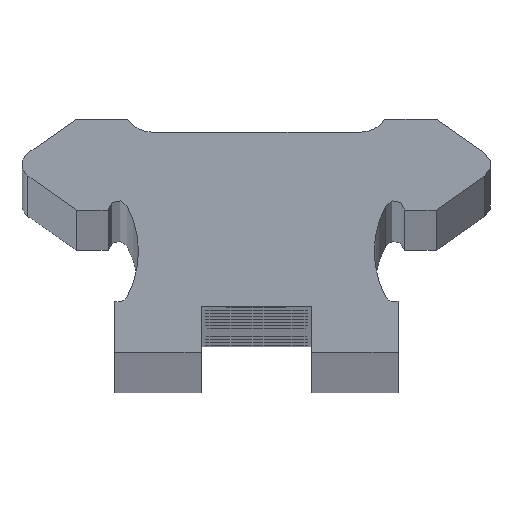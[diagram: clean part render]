
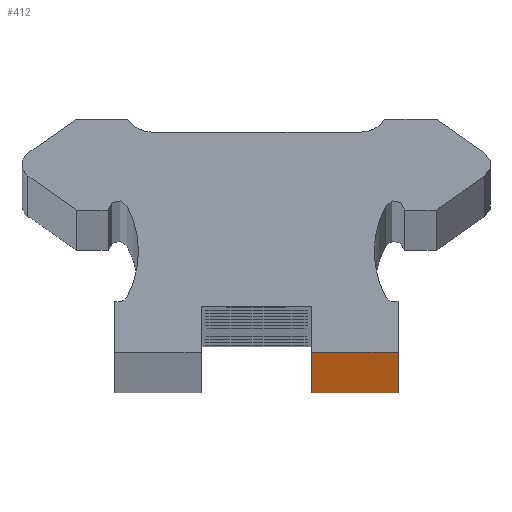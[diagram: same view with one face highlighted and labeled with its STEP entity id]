
A CAD part, top view. The second image highlights one B-rep face of the part: STEP entity #412.
In plain terms, the highlighted planar face has unit normal (0, -1, 0).
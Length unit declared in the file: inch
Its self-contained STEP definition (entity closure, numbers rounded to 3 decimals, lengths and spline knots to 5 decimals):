
#51 = CARTESIAN_POINT ( 'NONE',  ( 0.30315, 0., 49.44882 ) ) ;
#129 = VERTEX_POINT ( 'NONE', #3112 ) ;
#163 = ORIENTED_EDGE ( 'NONE', *, *, #2341, .T. ) ;
#224 = CARTESIAN_POINT ( 'NONE',  ( -0.47106, 0., 0. ) ) ;
#233 = AXIS2_PLACEMENT_3D ( 'NONE', #2014, #1235, #3006 ) ;
#242 = LINE ( 'NONE', #224, #1748 ) ;
#265 = VERTEX_POINT ( 'NONE', #3185 ) ;
#298 = FACE_OUTER_BOUND ( 'NONE', #344, .T. ) ;
#344 = EDGE_LOOP ( 'NONE', ( #163, #1772, #1991, #2542 ) ) ;
#379 = CARTESIAN_POINT ( 'NONE',  ( 0.11811, 0., 0. ) ) ;
#412 = ADVANCED_FACE ( 'NONE', ( #298 ), #540, .F. ) ;
#456 = DIRECTION ( 'NONE',  ( 1., 0., 0. ) ) ;
#473 = DIRECTION ( 'NONE',  ( 1., 0., 0. ) ) ;
#505 = EDGE_CURVE ( 'NONE', #2567, #1361, #1539, .T. ) ;
#540 = PLANE ( 'NONE',  #233 ) ;
#652 = VECTOR ( 'NONE', #473, 39.37008 ) ;
#1168 = EDGE_CURVE ( 'NONE', #1361, #129, #1731, .T. ) ;
#1211 = EDGE_CURVE ( 'NONE', #2567, #265, #242, .T. ) ;
#1235 = DIRECTION ( 'NONE',  ( 0., 1., 0. ) ) ;
#1275 = LINE ( 'NONE', #51, #2127 ) ;
#1277 = VECTOR ( 'NONE', #2527, 39.37008 ) ;
#1361 = VERTEX_POINT ( 'NONE', #2307 ) ;
#1539 = LINE ( 'NONE', #2227, #1277 ) ;
#1731 = LINE ( 'NONE', #2694, #652 ) ;
#1748 = VECTOR ( 'NONE', #456, 39.37008 ) ;
#1772 = ORIENTED_EDGE ( 'NONE', *, *, #1168, .F. ) ;
#1793 = DIRECTION ( 'NONE',  ( 0., 0., 1. ) ) ;
#1991 = ORIENTED_EDGE ( 'NONE', *, *, #505, .F. ) ;
#2014 = CARTESIAN_POINT ( 'NONE',  ( 0.52323, 0., 0. ) ) ;
#2127 = VECTOR ( 'NONE', #1793, 39.37008 ) ;
#2227 = CARTESIAN_POINT ( 'NONE',  ( 0.11811, 0., 0. ) ) ;
#2307 = CARTESIAN_POINT ( 'NONE',  ( 0.11811, 0., 49.44882 ) ) ;
#2341 = EDGE_CURVE ( 'NONE', #265, #129, #1275, .T. ) ;
#2527 = DIRECTION ( 'NONE',  ( 0., 0., 1. ) ) ;
#2542 = ORIENTED_EDGE ( 'NONE', *, *, #1211, .T. ) ;
#2567 = VERTEX_POINT ( 'NONE', #379 ) ;
#2694 = CARTESIAN_POINT ( 'NONE',  ( -0.47106, 0., 49.44882 ) ) ;
#3006 = DIRECTION ( 'NONE',  ( 0., 0., 1. ) ) ;
#3112 = CARTESIAN_POINT ( 'NONE',  ( 0.30315, 0., 49.44882 ) ) ;
#3185 = CARTESIAN_POINT ( 'NONE',  ( 0.30315, 0., 0. ) ) ;
